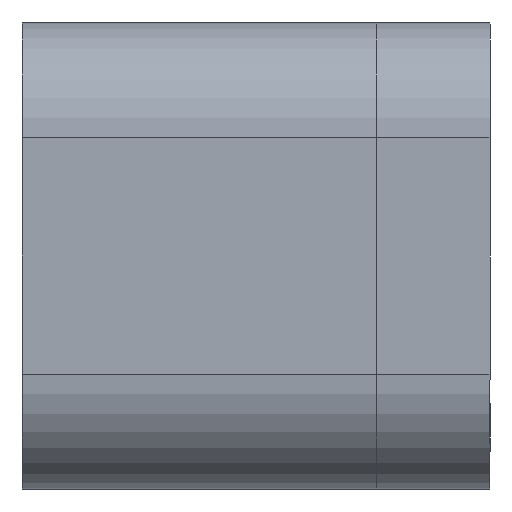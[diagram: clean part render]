
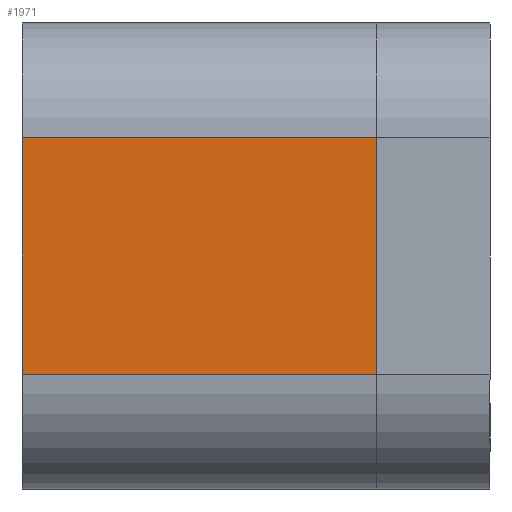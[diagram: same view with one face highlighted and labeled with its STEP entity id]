
A CAD part, left-side view. The second image highlights one B-rep face of the part: STEP entity #1971.
In plain terms, the highlighted face is planar.
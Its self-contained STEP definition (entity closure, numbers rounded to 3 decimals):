
#1904=CARTESIAN_POINT('',(0.,19.05,18.9));
#1905=VERTEX_POINT('',#1904);
#1923=CARTESIAN_POINT('',(0.,0.0,18.9));
#1924=VERTEX_POINT('',#1923);
#1932=CARTESIAN_POINT('',(0.,0.0,18.9));
#1933=DIRECTION('',(0.0,1.0,0.0));
#1934=VECTOR('',#1933,19.05);
#1935=LINE('',#1932,#1934);
#1936=EDGE_CURVE('',#1924,#1905,#1935,.T.);
#1941=CARTESIAN_POINT('',(0.,0.0,25.1));
#1942=DIRECTION('',(1.0,0.0,0.0));
#1943=DIRECTION('',(0.0,0.0,-1.0));
#1944=AXIS2_PLACEMENT_3D('',#1941,#1942,#1943);
#1945=PLANE('',#1944);
#1946=ORIENTED_EDGE('',*,*,#1936,.F.);
#1947=CARTESIAN_POINT('',(0.,0.0,6.2));
#1948=VERTEX_POINT('',#1947);
#1949=CARTESIAN_POINT('',(0.,0.0,18.9));
#1950=DIRECTION('',(0.0,0.0,-1.0));
#1951=VECTOR('',#1950,12.7);
#1952=LINE('',#1949,#1951);
#1953=EDGE_CURVE('',#1924,#1948,#1952,.T.);
#1954=ORIENTED_EDGE('',*,*,#1953,.T.);
#1955=CARTESIAN_POINT('',(0.,19.05,6.2));
#1956=VERTEX_POINT('',#1955);
#1957=CARTESIAN_POINT('',(0.,19.05,6.2));
#1958=DIRECTION('',(0.0,-1.0,0.0));
#1959=VECTOR('',#1958,19.05);
#1960=LINE('',#1957,#1959);
#1961=EDGE_CURVE('',#1956,#1948,#1960,.T.);
#1962=ORIENTED_EDGE('',*,*,#1961,.F.);
#1963=CARTESIAN_POINT('',(0.,19.05,18.9));
#1964=DIRECTION('',(0.0,0.0,-1.0));
#1965=VECTOR('',#1964,12.7);
#1966=LINE('',#1963,#1965);
#1967=EDGE_CURVE('',#1905,#1956,#1966,.T.);
#1968=ORIENTED_EDGE('',*,*,#1967,.F.);
#1969=EDGE_LOOP('',(#1946,#1954,#1962,#1968));
#1970=FACE_OUTER_BOUND('',#1969,.T.);
#1971=ADVANCED_FACE('',(#1970),#1945,.T.);
